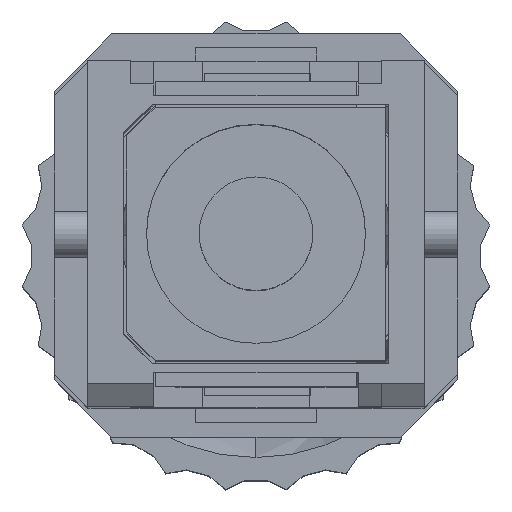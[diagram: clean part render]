
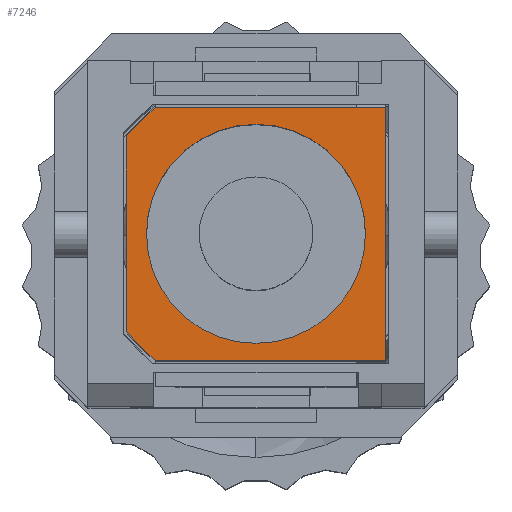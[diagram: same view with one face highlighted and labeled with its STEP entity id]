
A CAD part, top view. The second image highlights one B-rep face of the part: STEP entity #7246.
In plain terms, the highlighted face is planar.
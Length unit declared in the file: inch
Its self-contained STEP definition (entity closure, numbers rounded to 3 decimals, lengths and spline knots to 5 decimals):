
#307 = AXIS2_PLACEMENT_3D ( 'NONE', #3701, #7592, #7343 ) ;
#423 = ORIENTED_EDGE ( 'NONE', *, *, #14523, .T. ) ;
#655 = ORIENTED_EDGE ( 'NONE', *, *, #1906, .F. ) ;
#1223 = LINE ( 'NONE', #9016, #9597 ) ;
#1260 = EDGE_CURVE ( 'NONE', #10139, #2929, #13864, .T. ) ;
#1778 = CARTESIAN_POINT ( 'NONE',  ( 0., 0.296, -0.095 ) ) ;
#1852 = DIRECTION ( 'NONE',  ( 0., 0., -1. ) ) ;
#1906 = EDGE_CURVE ( 'NONE', #15165, #9359, #8312, .T. ) ;
#2168 = ORIENTED_EDGE ( 'NONE', *, *, #7485, .T. ) ;
#2372 = VECTOR ( 'NONE', #3322, 39.37008 ) ;
#2701 = DIRECTION ( 'NONE',  ( -1., 0., 0. ) ) ;
#2929 = VERTEX_POINT ( 'NONE', #15233 ) ;
#3102 = AXIS2_PLACEMENT_3D ( 'NONE', #15055, #14793, #13760 ) ;
#3193 = PLANE ( 'NONE',  #3102 ) ;
#3274 = CARTESIAN_POINT ( 'NONE',  ( -0.11, 0.296, 0.1125 ) ) ;
#3322 = DIRECTION ( 'NONE',  ( -0.707, 0., 0.707 ) ) ;
#3701 = CARTESIAN_POINT ( 'NONE',  ( 0., 0.296, 0. ) ) ;
#3815 = LINE ( 'NONE', #14556, #4875 ) ;
#3904 = LINE ( 'NONE', #3997, #16609 ) ;
#3997 = CARTESIAN_POINT ( 'NONE',  ( 0.085, 0.296, -0.1125 ) ) ;
#4730 = ORIENTED_EDGE ( 'NONE', *, *, #6643, .T. ) ;
#4875 = VECTOR ( 'NONE', #2701, 39.37008 ) ;
#5996 = CARTESIAN_POINT ( 'NONE',  ( 0.085, 0.296, -0.1125 ) ) ;
#6643 = EDGE_CURVE ( 'NONE', #2929, #9487, #3904, .T. ) ;
#6735 = VERTEX_POINT ( 'NONE', #13184 ) ;
#6772 = CARTESIAN_POINT ( 'NONE',  ( -0.085, 0.296, -0.1125 ) ) ;
#7246 = ADVANCED_FACE ( 'NONE', ( #16345, #12463 ), #3193, .F. ) ;
#7343 = DIRECTION ( 'NONE',  ( 0., 0., 1. ) ) ;
#7391 = CARTESIAN_POINT ( 'NONE',  ( 0., 0.296, 0.095 ) ) ;
#7485 = EDGE_CURVE ( 'NONE', #16597, #10139, #15136, .T. ) ;
#7592 = DIRECTION ( 'NONE',  ( 0., 1., 0. ) ) ;
#8312 = CIRCLE ( 'NONE', #307, 0.095 ) ;
#8418 = CARTESIAN_POINT ( 'NONE',  ( 0.11, 0.296, 0.1125 ) ) ;
#8428 = ORIENTED_EDGE ( 'NONE', *, *, #14483, .T. ) ;
#8852 = CARTESIAN_POINT ( 'NONE',  ( -0.11, 0.296, -0.0875 ) ) ;
#9016 = CARTESIAN_POINT ( 'NONE',  ( -0.11, 0.296, 0.1125 ) ) ;
#9191 = DIRECTION ( 'NONE',  ( -0.707, 0., -0.707 ) ) ;
#9359 = VERTEX_POINT ( 'NONE', #1778 ) ;
#9487 = VERTEX_POINT ( 'NONE', #5996 ) ;
#9597 = VECTOR ( 'NONE', #16959, 39.37008 ) ;
#9655 = EDGE_LOOP ( 'NONE', ( #14785, #4730, #423, #17087, #8428, #2168 ) ) ;
#9679 = EDGE_CURVE ( 'NONE', #9359, #15165, #14727, .T. ) ;
#10139 = VERTEX_POINT ( 'NONE', #10295 ) ;
#10295 = CARTESIAN_POINT ( 'NONE',  ( 0.11, 0.296, 0.1125 ) ) ;
#10338 = DIRECTION ( 'NONE',  ( 0., 0., 1. ) ) ;
#10379 = CARTESIAN_POINT ( 'NONE',  ( -0.11, 0.296, 0.1125 ) ) ;
#10635 = ORIENTED_EDGE ( 'NONE', *, *, #9679, .F. ) ;
#10699 = VERTEX_POINT ( 'NONE', #6772 ) ;
#10942 = VECTOR ( 'NONE', #1852, 39.37008 ) ;
#11632 = CARTESIAN_POINT ( 'NONE',  ( 0., 0.296, 0. ) ) ;
#11930 = DIRECTION ( 'NONE',  ( 1., 0., 0. ) ) ;
#12254 = EDGE_CURVE ( 'NONE', #10699, #6735, #12858, .T. ) ;
#12463 = FACE_OUTER_BOUND ( 'NONE', #9655, .T. ) ;
#12858 = LINE ( 'NONE', #8852, #2372 ) ;
#12899 = EDGE_LOOP ( 'NONE', ( #655, #10635 ) ) ;
#13184 = CARTESIAN_POINT ( 'NONE',  ( -0.11, 0.296, -0.0875 ) ) ;
#13760 = DIRECTION ( 'NONE',  ( 0., 0., -1. ) ) ;
#13864 = LINE ( 'NONE', #8418, #10942 ) ;
#14162 = AXIS2_PLACEMENT_3D ( 'NONE', #11632, #16879, #10338 ) ;
#14440 = VECTOR ( 'NONE', #11930, 39.37008 ) ;
#14483 = EDGE_CURVE ( 'NONE', #6735, #16597, #1223, .T. ) ;
#14523 = EDGE_CURVE ( 'NONE', #9487, #10699, #3815, .T. ) ;
#14556 = CARTESIAN_POINT ( 'NONE',  ( -0.11, 0.296, -0.1125 ) ) ;
#14727 = CIRCLE ( 'NONE', #14162, 0.095 ) ;
#14785 = ORIENTED_EDGE ( 'NONE', *, *, #1260, .T. ) ;
#14793 = DIRECTION ( 'NONE',  ( 0., -1., 0. ) ) ;
#15055 = CARTESIAN_POINT ( 'NONE',  ( -0.11, 0.296, -0.1125 ) ) ;
#15136 = LINE ( 'NONE', #3274, #14440 ) ;
#15165 = VERTEX_POINT ( 'NONE', #7391 ) ;
#15233 = CARTESIAN_POINT ( 'NONE',  ( 0.11, 0.296, -0.0875 ) ) ;
#16345 = FACE_BOUND ( 'NONE', #12899, .T. ) ;
#16597 = VERTEX_POINT ( 'NONE', #10379 ) ;
#16609 = VECTOR ( 'NONE', #9191, 39.37008 ) ;
#16879 = DIRECTION ( 'NONE',  ( 0., 1., 0. ) ) ;
#16959 = DIRECTION ( 'NONE',  ( 0., 0., 1. ) ) ;
#17087 = ORIENTED_EDGE ( 'NONE', *, *, #12254, .T. ) ;
